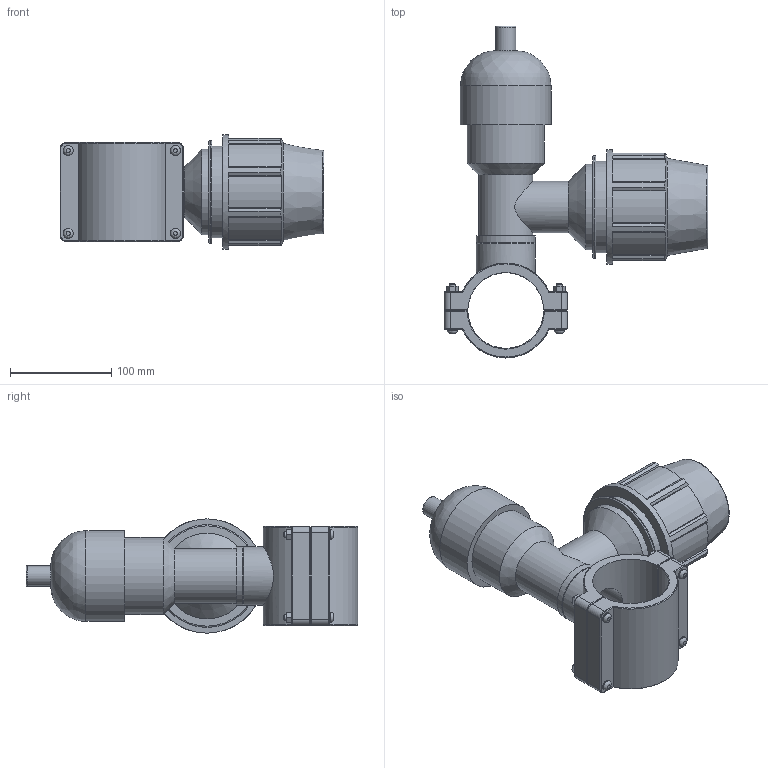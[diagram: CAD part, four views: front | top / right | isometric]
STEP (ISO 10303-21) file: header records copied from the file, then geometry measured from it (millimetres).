
FILE_DESCRIPTION(/* description */ ('PLASSON MECHANICAL TAPPING VALVE 75-63'),/* implementation_level */ '2;1');
FILE_NAME(/* name */ '186800075063.ipt.stp',/* time_stamp */ '2017-06-18T09:30:02+03:00',/* author */ ('KIM'),/* organization */ (''),/* preprocessor_version */ 'ST-DEVELOPER v15.6',/* originating_system */ 'Autodesk Inventor 2015',/* authorisation */ '');
FILE_SCHEMA (('AUTOMOTIVE_DESIGN { 1 0 10303 214 3 1 1 }'));
Length unit declared in the file: millimetre
Products named in the file (1): 186800075063
Bounding box: 261 x 328.38 x 113 mm (x, y, z)
Volume: 1588705.1 mm3; surface area: 247701.5 mm2
Topology: 1 solids, 1 shells, 227 faces, 546 edges, 347 vertices
Faces by surface type: plane 136, cylinder 49, cone 33, bspline 5, torus 4
Full cylindrical faces by diameter (mm): 6 x4, 10 x8, 19.976 x1, 40 x1, 40.95 x1, 44.845 x1, 50.85 x1, 53.814 x1, 58.298 x2, 63 x1, 76.237 x1, 84.75 x1, 89.69 x1, 90.4 x1, 101.7 x1, 113 x1
Entity records: 6680 total; most frequent: CARTESIAN_POINT 1557, DIRECTION 1062, ORIENTED_EDGE 998, EDGE_CURVE 499, AXIS2_PLACEMENT_3D 386, VERTEX_POINT 341, EDGE_LOOP 302, LINE 290
